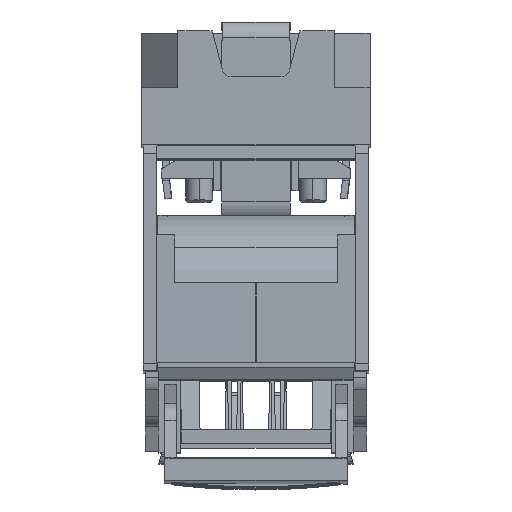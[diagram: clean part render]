
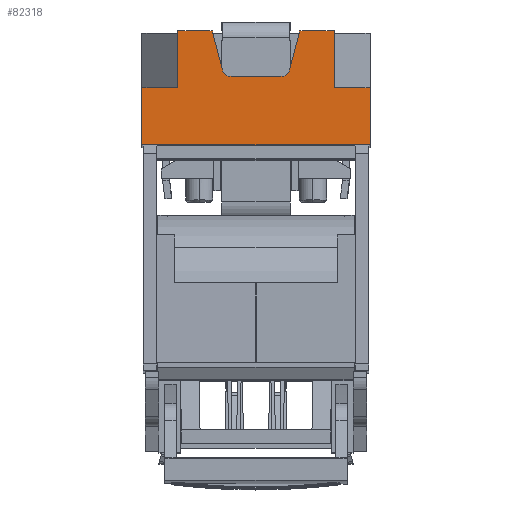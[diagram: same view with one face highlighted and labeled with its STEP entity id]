
A CAD part, top view. The second image highlights one B-rep face of the part: STEP entity #82318.
In plain terms, the highlighted planar face has unit normal (0, 0, 1).
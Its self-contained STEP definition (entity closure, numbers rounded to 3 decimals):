
#72161=DIRECTION('',(-1.,0.,0.));
#72162=VECTOR('',#72161,8.25);
#72163=CARTESIAN_POINT('',(27.5,-4.,277.5));
#72164=LINE('',#72163,#72162);
#72189=DIRECTION('',(-1.,0.,0.));
#72190=VECTOR('',#72189,8.25);
#72191=CARTESIAN_POINT('',(-19.25,-4.,277.5));
#72192=LINE('',#72191,#72190);
#72340=DIRECTION('',(0.,1.,0.));
#72341=VECTOR('',#72340,25.);
#72342=CARTESIAN_POINT('',(50.,-54.,277.5));
#72343=LINE('',#72342,#72341);
#72410=DIRECTION('',(1.,0.,0.));
#72411=VECTOR('',#72410,100.);
#72412=CARTESIAN_POINT('',(-50.,-54.,277.5));
#72413=LINE('',#72412,#72411);
#73273=DIRECTION('',(0.,-1.,0.));
#73274=VECTOR('',#73273,25.);
#73275=CARTESIAN_POINT('',(-50.,-29.,277.5));
#73276=LINE('',#73275,#73274);
#73308=DIRECTION('',(0.,-1.,0.));
#73309=VECTOR('',#73308,25.);
#73310=CARTESIAN_POINT('',(-34.264,-4.,277.5));
#73311=LINE('',#73310,#73309);
#73322=DIRECTION('',(0.259,0.966,0.));
#73323=VECTOR('',#73322,16.424);
#73324=CARTESIAN_POINT('',(14.685,-21.035,277.5));
#73325=LINE('',#73324,#73323);
#73329=DIRECTION('',(1.,0.,0.));
#73330=VECTOR('',#73329,0.314);
#73331=CARTESIAN_POINT('',(18.936,-4.,277.5));
#73332=LINE('',#73331,#73330);
#73336=DIRECTION('',(1.,0.,0.));
#73337=VECTOR('',#73336,6.764);
#73338=CARTESIAN_POINT('',(27.5,-4.,277.5));
#73339=LINE('',#73338,#73337);
#73343=DIRECTION('',(0.,-1.,0.));
#73344=VECTOR('',#73343,25.);
#73345=CARTESIAN_POINT('',(34.264,-4.,277.5));
#73346=LINE('',#73345,#73344);
#73350=DIRECTION('',(1.,0.,0.));
#73351=VECTOR('',#73350,6.764);
#73352=CARTESIAN_POINT('',(-34.264,-4.,277.5));
#73353=LINE('',#73352,#73351);
#73357=DIRECTION('',(1.,0.,0.));
#73358=VECTOR('',#73357,0.314);
#73359=CARTESIAN_POINT('',(-19.25,-4.,277.5));
#73360=LINE('',#73359,#73358);
#73364=DIRECTION('',(0.,-1.,0.));
#73365=VECTOR('',#73364,1.171);
#73366=CARTESIAN_POINT('',(-18.936,-4.,277.5));
#73367=LINE('',#73366,#73365);
#73371=DIRECTION('',(0.259,-0.966,0.));
#73372=VECTOR('',#73371,16.424);
#73373=CARTESIAN_POINT('',(-18.936,-5.171,277.5));
#73374=LINE('',#73373,#73372);
#73378=CARTESIAN_POINT('',(-10.822,-20.,277.5));
#73379=DIRECTION('',(0.,0.,1.));
#73380=DIRECTION('',(-0.966,-0.259,0.));
#73381=AXIS2_PLACEMENT_3D('',#73378,#73379,#73380);
#73386=CARTESIAN_POINT('',(10.822,-20.,277.5));
#73387=DIRECTION('',(0.,0.,1.));
#73388=DIRECTION('',(0.,-1.,0.));
#73389=AXIS2_PLACEMENT_3D('',#73386,#73387,#73388);
#73452=DIRECTION('',(0.,-1.,0.));
#73453=VECTOR('',#73452,1.171);
#73454=CARTESIAN_POINT('',(18.936,-4.,277.5));
#73455=LINE('',#73454,#73453);
#74030=DIRECTION('',(-1.,0.,0.));
#74031=VECTOR('',#74030,21.643);
#74032=CARTESIAN_POINT('',(10.822,-24.,277.5));
#74033=LINE('',#74032,#74031);
#75345=DIRECTION('',(-1.,0.,0.));
#75346=VECTOR('',#75345,15.736);
#75347=CARTESIAN_POINT('',(50.,-29.,277.5));
#75348=LINE('',#75347,#75346);
#75359=DIRECTION('',(-1.,0.,0.));
#75360=VECTOR('',#75359,15.736);
#75361=CARTESIAN_POINT('',(-34.264,-29.,277.5));
#75362=LINE('',#75361,#75360);
#77577=CARTESIAN_POINT('',(18.936,-4.,277.5));
#77578=VERTEX_POINT('',#77577);
#77579=CARTESIAN_POINT('',(18.936,-5.171,277.5));
#77580=VERTEX_POINT('',#77579);
#77583=CARTESIAN_POINT('',(-18.936,-5.171,277.5));
#77584=VERTEX_POINT('',#77583);
#77585=CARTESIAN_POINT('',(-18.936,-4.,277.5));
#77586=VERTEX_POINT('',#77585);
#77587=CARTESIAN_POINT('',(-14.685,-21.035,277.5));
#77588=VERTEX_POINT('',#77587);
#77589=CARTESIAN_POINT('',(14.685,-21.035,277.5));
#77590=VERTEX_POINT('',#77589);
#77591=CARTESIAN_POINT('',(19.25,-4.,277.5));
#77592=VERTEX_POINT('',#77591);
#77593=CARTESIAN_POINT('',(27.5,-4.,277.5));
#77594=VERTEX_POINT('',#77593);
#77595=CARTESIAN_POINT('',(34.264,-4.,277.5));
#77596=VERTEX_POINT('',#77595);
#77597=CARTESIAN_POINT('',(34.264,-29.,277.5));
#77598=VERTEX_POINT('',#77597);
#77599=CARTESIAN_POINT('',(50.,-29.,277.5));
#77600=VERTEX_POINT('',#77599);
#77601=CARTESIAN_POINT('',(50.,-54.,277.5));
#77602=VERTEX_POINT('',#77601);
#77603=CARTESIAN_POINT('',(-50.,-54.,277.5));
#77604=VERTEX_POINT('',#77603);
#77605=CARTESIAN_POINT('',(-50.,-29.,277.5));
#77606=VERTEX_POINT('',#77605);
#77607=CARTESIAN_POINT('',(-34.264,-29.,277.5));
#77608=VERTEX_POINT('',#77607);
#77609=CARTESIAN_POINT('',(-34.264,-4.,277.5));
#77610=VERTEX_POINT('',#77609);
#77611=CARTESIAN_POINT('',(-27.5,-4.,277.5));
#77612=VERTEX_POINT('',#77611);
#77613=CARTESIAN_POINT('',(-19.25,-4.,277.5));
#77614=VERTEX_POINT('',#77613);
#77615=CARTESIAN_POINT('',(-10.822,-24.,277.5));
#77616=VERTEX_POINT('',#77615);
#77617=CARTESIAN_POINT('',(10.822,-24.,277.5));
#77618=VERTEX_POINT('',#77617);
#82281=CARTESIAN_POINT('',(0.,-4.,277.5));
#82282=DIRECTION('',(0.,0.,1.));
#82283=DIRECTION('',(0.,-1.,0.));
#82284=AXIS2_PLACEMENT_3D('',#82281,#82282,#82283);
#82285=PLANE('',#82284);
#82287=ORIENTED_EDGE('',*,*,#82286,.T.);
#82289=ORIENTED_EDGE('',*,*,#82288,.F.);
#82290=ORIENTED_EDGE('',*,*,#81403,.T.);
#82291=ORIENTED_EDGE('',*,*,#81401,.F.);
#82292=ORIENTED_EDGE('',*,*,#81399,.T.);
#82294=ORIENTED_EDGE('',*,*,#82293,.T.);
#82296=ORIENTED_EDGE('',*,*,#82295,.F.);
#82297=ORIENTED_EDGE('',*,*,#81483,.F.);
#82298=ORIENTED_EDGE('',*,*,#81534,.F.);
#82299=ORIENTED_EDGE('',*,*,#82242,.F.);
#82301=ORIENTED_EDGE('',*,*,#82300,.F.);
#82302=ORIENTED_EDGE('',*,*,#82272,.F.);
#82303=ORIENTED_EDGE('',*,*,#81415,.T.);
#82304=ORIENTED_EDGE('',*,*,#81413,.F.);
#82305=ORIENTED_EDGE('',*,*,#81411,.T.);
#82307=ORIENTED_EDGE('',*,*,#82306,.T.);
#82309=ORIENTED_EDGE('',*,*,#82308,.T.);
#82311=ORIENTED_EDGE('',*,*,#82310,.T.);
#82313=ORIENTED_EDGE('',*,*,#82312,.F.);
#82315=ORIENTED_EDGE('',*,*,#82314,.T.);
#82316=EDGE_LOOP('',(#82287,#82289,#82290,#82291,#82292,#82294,#82296,#82297,
#82298,#82299,#82301,#82302,#82303,#82304,#82305,#82307,#82309,#82311,#82313,
#82315));
#82317=FACE_OUTER_BOUND('',#82316,.F.);
#73382=CIRCLE('',#73381,4.);
#73390=CIRCLE('',#73389,4.);
#81399=EDGE_CURVE('',#77594,#77596,#73339,.T.);
#81401=EDGE_CURVE('',#77594,#77592,#72164,.T.);
#81403=EDGE_CURVE('',#77578,#77592,#73332,.T.);
#81411=EDGE_CURVE('',#77614,#77586,#73360,.T.);
#81413=EDGE_CURVE('',#77614,#77612,#72192,.T.);
#81415=EDGE_CURVE('',#77610,#77612,#73353,.T.);
#81483=EDGE_CURVE('',#77602,#77600,#72343,.T.);
#81534=EDGE_CURVE('',#77604,#77602,#72413,.T.);
#82242=EDGE_CURVE('',#77606,#77604,#73276,.T.);
#82272=EDGE_CURVE('',#77610,#77608,#73311,.T.);
#82286=EDGE_CURVE('',#77590,#77580,#73325,.T.);
#82288=EDGE_CURVE('',#77578,#77580,#73455,.T.);
#82293=EDGE_CURVE('',#77596,#77598,#73346,.T.);
#82295=EDGE_CURVE('',#77600,#77598,#75348,.T.);
#82300=EDGE_CURVE('',#77608,#77606,#75362,.T.);
#82306=EDGE_CURVE('',#77586,#77584,#73367,.T.);
#82308=EDGE_CURVE('',#77584,#77588,#73374,.T.);
#82310=EDGE_CURVE('',#77588,#77616,#73382,.T.);
#82312=EDGE_CURVE('',#77618,#77616,#74033,.T.);
#82314=EDGE_CURVE('',#77618,#77590,#73390,.T.);
#82318=ADVANCED_FACE('',(#82317),#82285,.T.);
